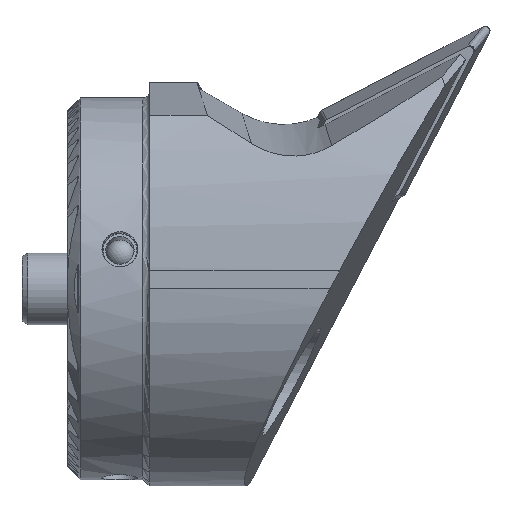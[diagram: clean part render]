
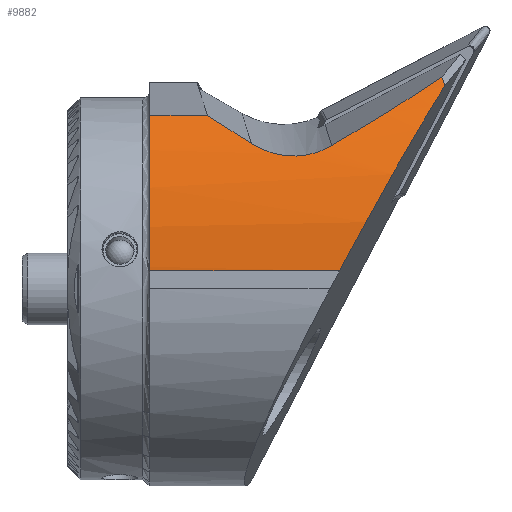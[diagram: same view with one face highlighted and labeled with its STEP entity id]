
A CAD part, front view. The second image highlights one B-rep face of the part: STEP entity #9882.
In plain terms, the highlighted cylindrical face has radius 23 mm (diameter 46 mm), a partial arc.
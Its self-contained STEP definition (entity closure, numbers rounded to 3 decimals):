
#3 = CARTESIAN_POINT ( 'NONE',  ( 22.396, -16.5, 1.5 ) ) ;
#274 = CARTESIAN_POINT ( 'NONE',  ( 15.014, -13.875, 12.17 ) ) ;
#565 = VERTEX_POINT ( 'NONE', #1229 ) ;
#715 = VECTOR ( 'NONE', #7646, 1000. ) ;
#746 = CARTESIAN_POINT ( 'NONE',  ( 18.048, -14.383, 11.138 ) ) ;
#760 = VERTEX_POINT ( 'NONE', #3937 ) ;
#784 = CARTESIAN_POINT ( 'NONE',  ( 18.946, -14.387, 11.129 ) ) ;
#798 = B_SPLINE_CURVE_WITH_KNOTS ( 'NONE', 3,
 ( #6609, #11566, #12404, #9606, #5623, #871, #746, #7564, #784, #1689, #3669, #12448, #10515, #10555, #11474, #2063 ),
 .UNSPECIFIED., .F., .F.,
 ( 4, 2, 2, 2, 2, 2, 2, 4 ),
 ( 0., 0.002, 0.003, 0.004, 0.004, 0.005, 0.006, 0.007 ),
 .UNSPECIFIED. ) ;
#863 = LINE ( 'NONE', #8683, #715 ) ;
#871 = CARTESIAN_POINT ( 'NONE',  ( 17.753, -14.369, 11.169 ) ) ;
#954 = EDGE_CURVE ( 'NONE', #760, #9066, #10866, .T. ) ;
#1019 = CARTESIAN_POINT ( 'NONE',  ( 6.5, -16.499, 1.728 ) ) ;
#1148 = CARTESIAN_POINT ( 'NONE',  ( 6.5, 6.5, 1.5 ) ) ;
#1224 = CARTESIAN_POINT ( 'NONE',  ( 30.973, -9.792, 17.735 ) ) ;
#1229 = CARTESIAN_POINT ( 'NONE',  ( 30.973, -9.792, 17.735 ) ) ;
#1505 = B_SPLINE_CURVE_WITH_KNOTS ( 'NONE', 3,
 ( #10755, #6731, #1019, #9804 ),
 .UNSPECIFIED., .F., .F.,
 ( 4, 4 ),
 ( 0., 0. ),
 .UNSPECIFIED. ) ;
#1645 = ORIENTED_EDGE ( 'NONE', *, *, #12294, .F. ) ;
#1651 = VERTEX_POINT ( 'NONE', #9576 ) ;
#1689 = CARTESIAN_POINT ( 'NONE',  ( 19.54, -14.357, 11.194 ) ) ;
#1708 = CARTESIAN_POINT ( 'NONE',  ( 31.046, -10.025, 17.501 ) ) ;
#2005 =( BOUNDED_CURVE ( )  B_SPLINE_CURVE ( 3, ( #9929, #4156, #9901, #1224 ),
 .UNSPECIFIED., .F., .F. ) 
 B_SPLINE_CURVE_WITH_KNOTS ( ( 4, 4 ),
 ( 5.394, 5.703 ),
 .UNSPECIFIED. ) 
 CURVE ( )  GEOMETRIC_REPRESENTATION_ITEM ( )  RATIONAL_B_SPLINE_CURVE ( ( 1., 0.992, 0.992, 1. ) ) 
 REPRESENTATION_ITEM ( '' )  );
#2063 = CARTESIAN_POINT ( 'NONE',  ( 21.744, -13.966, 11.994 ) ) ;
#2155 = VERTEX_POINT ( 'NONE', #3 ) ;
#2204 = ORIENTED_EDGE ( 'NONE', *, *, #954, .F. ) ;
#2297 = ORIENTED_EDGE ( 'NONE', *, *, #7577, .T. ) ;
#2383 = CARTESIAN_POINT ( 'NONE',  ( 22.396, -16.5, 1.5 ) ) ;
#2764 = DIRECTION ( 'NONE',  ( 0., 0., -1. ) ) ;
#2882 =( BOUNDED_CURVE ( )  B_SPLINE_CURVE ( 3, ( #5432, #11311, #1708, #8608 ),
 .UNSPECIFIED., .F., .F. ) 
 B_SPLINE_CURVE_WITH_KNOTS ( ( 4, 4 ),
 ( 2.905, 2.948 ),
 .UNSPECIFIED. ) 
 CURVE ( )  GEOMETRIC_REPRESENTATION_ITEM ( )  RATIONAL_B_SPLINE_CURVE ( ( 1., 1., 1., 1. ) ) 
 REPRESENTATION_ITEM ( '' )  );
#3224 = EDGE_CURVE ( 'NONE', #2155, #3398, #4043, .T. ) ;
#3277 = CARTESIAN_POINT ( 'NONE',  ( 11.334, -12.46, 14.52 ) ) ;
#3398 = VERTEX_POINT ( 'NONE', #3800 ) ;
#3669 = CARTESIAN_POINT ( 'NONE',  ( 19.831, -14.333, 11.247 ) ) ;
#3800 = CARTESIAN_POINT ( 'NONE',  ( 31.217, -10.476, 17.018 ) ) ;
#3868 = LINE ( 'NONE', #6975, #9979 ) ;
#3937 = CARTESIAN_POINT ( 'NONE',  ( 11.334, -12.46, 14.52 ) ) ;
#3984 = DIRECTION ( 'NONE',  ( -1., 0., 0. ) ) ;
#4043 =( BOUNDED_CURVE ( )  B_SPLINE_CURVE ( 3, ( #2383, #8591, #11342, #12334 ),
 .UNSPECIFIED., .F., .F. ) 
 B_SPLINE_CURVE_WITH_KNOTS ( ( 4, 4 ),
 ( 4.522, 5.263 ),
 .UNSPECIFIED. ) 
 CURVE ( )  GEOMETRIC_REPRESENTATION_ITEM ( )  RATIONAL_B_SPLINE_CURVE ( ( 1., 0.955, 0.955, 1. ) ) 
 REPRESENTATION_ITEM ( '' )  );
#4156 = CARTESIAN_POINT ( 'NONE',  ( 25.338, -12.878, 14.117 ) ) ;
#4191 = ORIENTED_EDGE ( 'NONE', *, *, #9891, .T. ) ;
#4819 = CARTESIAN_POINT ( 'NONE',  ( -1.124, 6.5, 1.5 ) ) ;
#5432 = CARTESIAN_POINT ( 'NONE',  ( 31.217, -10.476, 17.018 ) ) ;
#5559 = AXIS2_PLACEMENT_3D ( 'NONE', #4819, #8638, #2764 ) ;
#5623 = CARTESIAN_POINT ( 'NONE',  ( 17.169, -14.322, 11.27 ) ) ;
#5725 = FACE_OUTER_BOUND ( 'NONE', #8035, .T. ) ;
#6234 = ORIENTED_EDGE ( 'NONE', *, *, #9948, .F. ) ;
#6609 = CARTESIAN_POINT ( 'NONE',  ( 15.014, -13.875, 12.17 ) ) ;
#6731 = CARTESIAN_POINT ( 'NONE',  ( 6.5, -16.5, 1.614 ) ) ;
#6975 = CARTESIAN_POINT ( 'NONE',  ( -1.124, -12.46, 14.52 ) ) ;
#7118 = CARTESIAN_POINT ( 'NONE',  ( 21.744, -13.966, 11.994 ) ) ;
#7199 = ORIENTED_EDGE ( 'NONE', *, *, #8236, .F. ) ;
#7431 = ORIENTED_EDGE ( 'NONE', *, *, #8410, .F. ) ;
#7564 = CARTESIAN_POINT ( 'NONE',  ( 18.643, -14.392, 11.118 ) ) ;
#7577 = EDGE_CURVE ( 'NONE', #3398, #565, #2882, .T. ) ;
#7646 = DIRECTION ( 'NONE',  ( 1., 0., 0. ) ) ;
#7897 = DIRECTION ( 'NONE',  ( 0., 0., -1. ) ) ;
#7967 = DIRECTION ( 'NONE',  ( 1., 0., 0. ) ) ;
#8035 = EDGE_LOOP ( 'NONE', ( #8490, #2297, #1645, #7199, #2204, #8350, #6234, #7431, #4191 ) ) ;
#8236 = EDGE_CURVE ( 'NONE', #9066, #12291, #798, .T. ) ;
#8350 = ORIENTED_EDGE ( 'NONE', *, *, #10667, .F. ) ;
#8410 = EDGE_CURVE ( 'NONE', #8465, #1651, #1505, .T. ) ;
#8465 = VERTEX_POINT ( 'NONE', #11754 ) ;
#8490 = ORIENTED_EDGE ( 'NONE', *, *, #3224, .T. ) ;
#8591 = CARTESIAN_POINT ( 'NONE',  ( 25.47, -16.5, 7.311 ) ) ;
#8608 = CARTESIAN_POINT ( 'NONE',  ( 30.973, -9.792, 17.735 ) ) ;
#8609 = AXIS2_PLACEMENT_3D ( 'NONE', #1148, #3984, #7897 ) ;
#8638 = DIRECTION ( 'NONE',  ( 1., 0., 0. ) ) ;
#8683 = CARTESIAN_POINT ( 'NONE',  ( -1.124, -16.5, 1.5 ) ) ;
#9066 = VERTEX_POINT ( 'NONE', #274 ) ;
#9559 = CYLINDRICAL_SURFACE ( 'NONE', #5559, 23. ) ;
#9576 = CARTESIAN_POINT ( 'NONE',  ( 6.5, -16.497, 1.842 ) ) ;
#9606 = CARTESIAN_POINT ( 'NONE',  ( 16.877, -14.288, 11.342 ) ) ;
#9804 = CARTESIAN_POINT ( 'NONE',  ( 6.5, -16.497, 1.842 ) ) ;
#9882 = ADVANCED_FACE ( 'NONE', ( #5725 ), #9559, .T. ) ;
#9891 = EDGE_CURVE ( 'NONE', #8465, #2155, #863, .T. ) ;
#9901 = CARTESIAN_POINT ( 'NONE',  ( 28.439, -11.475, 16.046 ) ) ;
#9929 = CARTESIAN_POINT ( 'NONE',  ( 21.744, -13.966, 11.994 ) ) ;
#9948 = EDGE_CURVE ( 'NONE', #1651, #12521, #11382, .T. ) ;
#9979 = VECTOR ( 'NONE', #7967, 1000. ) ;
#10454 = CARTESIAN_POINT ( 'NONE',  ( 6.5, -12.46, 14.52 ) ) ;
#10515 = CARTESIAN_POINT ( 'NONE',  ( 20.685, -14.219, 11.488 ) ) ;
#10555 = CARTESIAN_POINT ( 'NONE',  ( 21.231, -14.108, 11.715 ) ) ;
#10667 = EDGE_CURVE ( 'NONE', #12521, #760, #3868, .T. ) ;
#10755 = CARTESIAN_POINT ( 'NONE',  ( 6.499, -16.5, 1.5 ) ) ;
#10866 =( BOUNDED_CURVE ( )  B_SPLINE_CURVE ( 3, ( #3277, #11909, #11953, #11015 ),
 .UNSPECIFIED., .F., .F. ) 
 B_SPLINE_CURVE_WITH_KNOTS ( ( 4, 4 ),
 ( 3.965, 4.084 ),
 .UNSPECIFIED. ) 
 CURVE ( )  GEOMETRIC_REPRESENTATION_ITEM ( )  RATIONAL_B_SPLINE_CURVE ( ( 1., 0.999, 0.999, 1. ) ) 
 REPRESENTATION_ITEM ( '' )  );
#11015 = CARTESIAN_POINT ( 'NONE',  ( 15.014, -13.875, 12.17 ) ) ;
#11311 = CARTESIAN_POINT ( 'NONE',  ( 31.128, -10.253, 17.262 ) ) ;
#11342 = CARTESIAN_POINT ( 'NONE',  ( 28.549, -14.397, 12.729 ) ) ;
#11382 = CIRCLE ( 'NONE', #8609, 23. ) ;
#11474 = CARTESIAN_POINT ( 'NONE',  ( 21.493, -14.042, 11.846 ) ) ;
#11566 = CARTESIAN_POINT ( 'NONE',  ( 15.504, -14.037, 11.861 ) ) ;
#11754 = CARTESIAN_POINT ( 'NONE',  ( 6.499, -16.5, 1.5 ) ) ;
#11909 = CARTESIAN_POINT ( 'NONE',  ( 12.5, -12.978, 13.766 ) ) ;
#11953 = CARTESIAN_POINT ( 'NONE',  ( 13.728, -13.45, 12.981 ) ) ;
#12291 = VERTEX_POINT ( 'NONE', #7118 ) ;
#12294 = EDGE_CURVE ( 'NONE', #12291, #565, #2005, .T. ) ;
#12334 = CARTESIAN_POINT ( 'NONE',  ( 31.217, -10.476, 17.018 ) ) ;
#12404 = CARTESIAN_POINT ( 'NONE',  ( 16.03, -14.159, 11.611 ) ) ;
#12448 = CARTESIAN_POINT ( 'NONE',  ( 20.403, -14.263, 11.394 ) ) ;
#12521 = VERTEX_POINT ( 'NONE', #10454 ) ;
